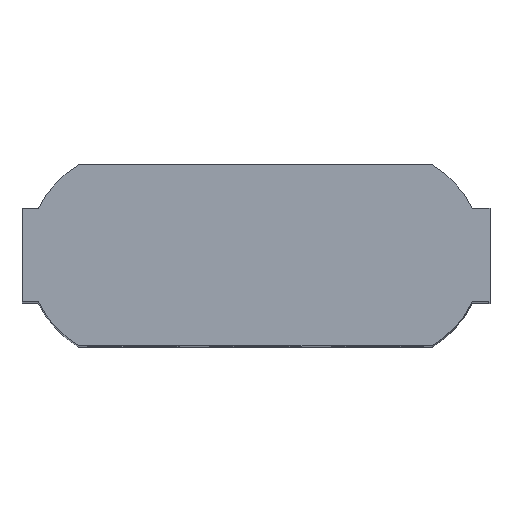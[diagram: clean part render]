
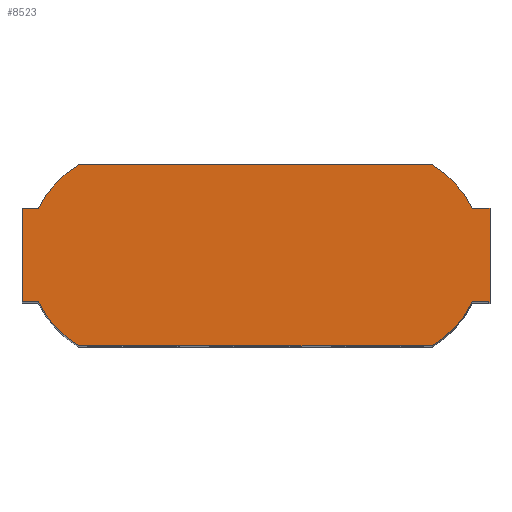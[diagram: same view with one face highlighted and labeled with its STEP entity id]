
A CAD part, top view. The second image highlights one B-rep face of the part: STEP entity #8523.
In plain terms, the highlighted planar face has unit normal (0, 0, 1).
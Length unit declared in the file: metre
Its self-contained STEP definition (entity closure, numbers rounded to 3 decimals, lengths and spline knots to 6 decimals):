
#70=CIRCLE('',#9139,0.010986);
#72=CIRCLE('',#9143,0.010986);
#74=CIRCLE('',#9149,0.010986);
#76=CIRCLE('',#9152,0.010986);
#789=ORIENTED_EDGE('',*,*,#2945,.T.);
#790=ORIENTED_EDGE('',*,*,#2949,.F.);
#791=ORIENTED_EDGE('',*,*,#2952,.T.);
#792=ORIENTED_EDGE('',*,*,#3081,.T.);
#793=ORIENTED_EDGE('',*,*,#3084,.F.);
#794=ORIENTED_EDGE('',*,*,#3087,.T.);
#795=ORIENTED_EDGE('',*,*,#3132,.T.);
#796=ORIENTED_EDGE('',*,*,#3135,.F.);
#797=ORIENTED_EDGE('',*,*,#3137,.F.);
#798=ORIENTED_EDGE('',*,*,#2696,.F.);
#799=ORIENTED_EDGE('',*,*,#3140,.T.);
#800=ORIENTED_EDGE('',*,*,#3143,.T.);
#801=ORIENTED_EDGE('',*,*,#3146,.T.);
#802=ORIENTED_EDGE('',*,*,#3148,.F.);
#803=ORIENTED_EDGE('',*,*,#2784,.F.);
#804=ORIENTED_EDGE('',*,*,#3150,.F.);
#2696=EDGE_CURVE('',#3892,#3893,#4694,.T.);
#2784=EDGE_CURVE('',#3980,#3981,#4782,.T.);
#2945=EDGE_CURVE('',#4100,#4099,#4810,.T.);
#2949=EDGE_CURVE('',#4102,#4099,#4814,.T.);
#2952=EDGE_CURVE('',#4102,#4104,#70,.T.);
#3081=EDGE_CURVE('',#4104,#4232,#4944,.T.);
#3084=EDGE_CURVE('',#4234,#4232,#72,.T.);
#3087=EDGE_CURVE('',#4234,#4236,#4948,.T.);
#3132=EDGE_CURVE('',#4236,#4280,#4993,.T.);
#3135=EDGE_CURVE('',#4282,#4280,#4996,.T.);
#3137=EDGE_CURVE('',#3893,#4282,#74,.T.);
#3140=EDGE_CURVE('',#3892,#4284,#76,.T.);
#3143=EDGE_CURVE('',#4284,#4286,#5000,.T.);
#3146=EDGE_CURVE('',#4286,#4288,#5003,.T.);
#3148=EDGE_CURVE('',#3981,#4288,#5005,.T.);
#3150=EDGE_CURVE('',#4100,#3980,#5007,.T.);
#3892=VERTEX_POINT('',#12011);
#3893=VERTEX_POINT('',#12013);
#3980=VERTEX_POINT('',#12188);
#3981=VERTEX_POINT('',#12190);
#4099=VERTEX_POINT('',#12518);
#4100=VERTEX_POINT('',#12520);
#4102=VERTEX_POINT('',#12526);
#4104=VERTEX_POINT('',#12532);
#4232=VERTEX_POINT('',#12790);
#4234=VERTEX_POINT('',#12796);
#4236=VERTEX_POINT('',#12802);
#4280=VERTEX_POINT('',#12892);
#4282=VERTEX_POINT('',#12898);
#4284=VERTEX_POINT('',#12907);
#4286=VERTEX_POINT('',#12913);
#4288=VERTEX_POINT('',#12919);
#4694=LINE('',#12012,#5742);
#4782=LINE('',#12189,#5830);
#4810=LINE('',#12519,#5858);
#4814=LINE('',#12527,#5862);
#4944=LINE('',#12791,#5992);
#4948=LINE('',#12803,#5996);
#4993=LINE('',#12893,#6041);
#4996=LINE('',#12899,#6044);
#5000=LINE('',#12914,#6048);
#5003=LINE('',#12920,#6051);
#5005=LINE('',#12923,#6053);
#5007=LINE('',#12926,#6055);
#5742=VECTOR('',#9645,1.);
#5830=VECTOR('',#9735,1.);
#5858=VECTOR('',#10129,1.);
#5862=VECTOR('',#10135,1.);
#5992=VECTOR('',#10273,1.);
#5996=VECTOR('',#10285,1.);
#6041=VECTOR('',#10332,1.);
#6044=VECTOR('',#10337,1.);
#6048=VECTOR('',#10355,1.);
#6051=VECTOR('',#10360,1.);
#6053=VECTOR('',#10364,1.);
#6055=VECTOR('',#10368,1.);
#6898=EDGE_LOOP('',(#789,#790,#791,#792,#793,#794,#795,#796,#797,#798,#799,
#800,#801,#802,#803,#804));
#7560=FACE_BOUND('',#6898,.T.);
#8064=PLANE('',#9157);
#8523=ADVANCED_FACE('',(#7560),#8064,.T.);
#9139=AXIS2_PLACEMENT_3D('',#12533,#10141,#10142);
#9143=AXIS2_PLACEMENT_3D('',#12797,#10279,#10280);
#9149=AXIS2_PLACEMENT_3D('',#12902,#10342,#10343);
#9152=AXIS2_PLACEMENT_3D('',#12908,#10349,#10350);
#9157=AXIS2_PLACEMENT_3D('',#12927,#10369,#10370);
#9645=DIRECTION('',(-1.,0.,0.));
#9735=DIRECTION('',(0.,-1.,0.));
#10129=DIRECTION('',(0.,-1.,0.));
#10135=DIRECTION('',(1.,0.,0.));
#10141=DIRECTION('',(0.,0.,1.));
#10142=DIRECTION('',(1.,0.,0.));
#10273=DIRECTION('',(-1.,0.,0.));
#10279=DIRECTION('',(0.,0.,-1.));
#10280=DIRECTION('',(1.,0.,0.));
#10285=DIRECTION('',(-1.,0.,0.));
#10332=DIRECTION('',(0.,-1.,0.));
#10337=DIRECTION('',(-1.,0.,0.));
#10342=DIRECTION('',(0.,0.,-1.));
#10343=DIRECTION('',(1.,0.,0.));
#10349=DIRECTION('',(0.,0.,1.));
#10350=DIRECTION('',(1.,0.,0.));
#10355=DIRECTION('',(1.,0.,0.));
#10360=DIRECTION('',(0.,-1.,0.));
#10364=DIRECTION('',(-1.,0.,0.));
#10368=DIRECTION('',(1.,0.,0.));
#10369=DIRECTION('',(0.,0.,1.));
#10370=DIRECTION('',(1.,0.,0.));
#12011=CARTESIAN_POINT('',(0.018388,-0.009398,0.0889));
#12012=CARTESIAN_POINT('',(0.,-0.009398,0.0889));
#12013=CARTESIAN_POINT('',(-0.018388,-0.009398,0.0889));
#12188=CARTESIAN_POINT('',(0.024384,0.00489,0.0889));
#12189=CARTESIAN_POINT('',(0.024384,0.,0.0889));
#12190=CARTESIAN_POINT('',(0.024384,-0.00489,0.0889));
#12518=CARTESIAN_POINT('',(0.024257,0.004834,0.0889));
#12519=CARTESIAN_POINT('',(0.024257,0.004862,0.0889));
#12520=CARTESIAN_POINT('',(0.024257,0.00489,0.0889));
#12526=CARTESIAN_POINT('',(0.022565,0.004834,0.0889));
#12527=CARTESIAN_POINT('',(0.023411,0.004834,0.0889));
#12532=CARTESIAN_POINT('',(0.018388,0.009398,0.0889));
#12533=CARTESIAN_POINT('',(0.0127,0.,0.0889));
#12790=CARTESIAN_POINT('',(-0.018388,0.009398,0.0889));
#12791=CARTESIAN_POINT('',(0.,0.009398,0.0889));
#12796=CARTESIAN_POINT('',(-0.022565,0.004834,0.0889));
#12797=CARTESIAN_POINT('',(-0.0127,0.,0.0889));
#12802=CARTESIAN_POINT('',(-0.024257,0.004834,0.0889));
#12803=CARTESIAN_POINT('',(-0.023411,0.004834,0.0889));
#12892=CARTESIAN_POINT('',(-0.024257,-0.004834,0.0889));
#12893=CARTESIAN_POINT('',(-0.024257,0.,0.0889));
#12898=CARTESIAN_POINT('',(-0.022565,-0.004834,0.0889));
#12899=CARTESIAN_POINT('',(-0.023411,-0.004834,0.0889));
#12902=CARTESIAN_POINT('',(-0.0127,0.,0.0889));
#12907=CARTESIAN_POINT('',(0.022565,-0.004834,0.0889));
#12908=CARTESIAN_POINT('',(0.0127,0.,0.0889));
#12913=CARTESIAN_POINT('',(0.024257,-0.004834,0.0889));
#12914=CARTESIAN_POINT('',(0.023411,-0.004834,0.0889));
#12919=CARTESIAN_POINT('',(0.024257,-0.00489,0.0889));
#12920=CARTESIAN_POINT('',(0.024257,-0.004862,0.0889));
#12923=CARTESIAN_POINT('',(0.023532,-0.00489,0.0889));
#12926=CARTESIAN_POINT('',(0.023532,0.00489,0.0889));
#12927=CARTESIAN_POINT('',(0.,0.,0.0889));
